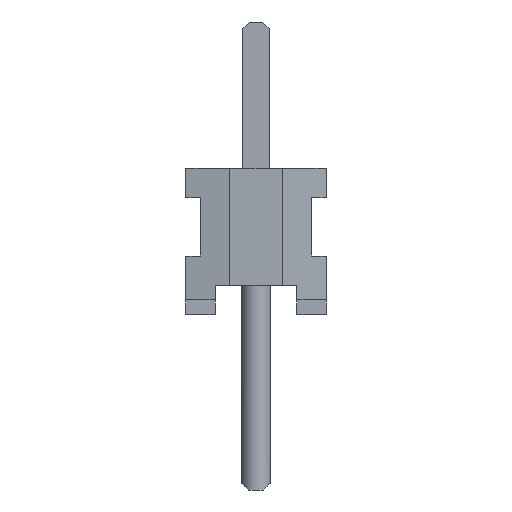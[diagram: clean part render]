
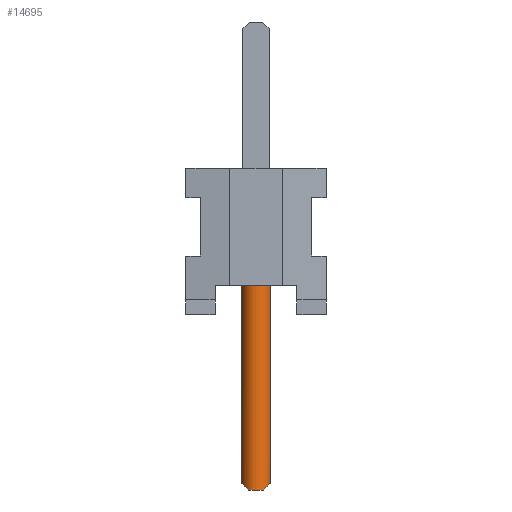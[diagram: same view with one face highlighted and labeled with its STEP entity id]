
A CAD part, left-side view. The second image highlights one B-rep face of the part: STEP entity #14695.
In plain terms, the highlighted cylindrical face has radius 0.254 mm (diameter 0.508 mm), a full revolution.
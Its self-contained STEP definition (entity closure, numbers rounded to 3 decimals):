
#13749 = EDGE_CURVE('',#13750,#13752,#13754,.T.);
#13750 = VERTEX_POINT('',#13751);
#13751 = CARTESIAN_POINT('',(-6.604,0.,1.27));
#13752 = VERTEX_POINT('',#13753);
#13753 = CARTESIAN_POINT('',(-6.13,0.127,1.27));
#13754 = CIRCLE('',#13755,0.254);
#13755 = AXIS2_PLACEMENT_3D('',#13756,#13757,#13758);
#13756 = CARTESIAN_POINT('',(-6.35,0.,1.27));
#13757 = DIRECTION('',(0.,0.,1.));
#13758 = DIRECTION('',(1.,0.,0.));
#13760 = EDGE_CURVE('',#13752,#13750,#13761,.T.);
#13761 = CIRCLE('',#13762,0.254);
#13762 = AXIS2_PLACEMENT_3D('',#13763,#13764,#13765);
#13763 = CARTESIAN_POINT('',(-6.35,0.,1.27));
#13764 = DIRECTION('',(0.,0.,1.));
#13765 = DIRECTION('',(1.,0.,0.));
#14695 = ADVANCED_FACE('',(#14696),#14742,.T.);
#14696 = FACE_BOUND('',#14697,.T.);
#14697 = EDGE_LOOP('',(#14698,#14699,#14706,#14715,#14724,#14733,#14740,
    #14741));
#14698 = ORIENTED_EDGE('',*,*,#13760,.F.);
#14699 = ORIENTED_EDGE('',*,*,#14700,.T.);
#14700 = EDGE_CURVE('',#13752,#14701,#14703,.T.);
#14701 = VERTEX_POINT('',#14702);
#14702 = CARTESIAN_POINT('',(-6.13,0.127,-3.048));
#14703 = B_SPLINE_CURVE_WITH_KNOTS('',1,(#14704,#14705),.UNSPECIFIED.,
  .F.,.F.,(2,2),(0.,4.318),.PIECEWISE_BEZIER_KNOTS.);
#14704 = CARTESIAN_POINT('',(-6.13,0.127,1.27));
#14705 = CARTESIAN_POINT('',(-6.13,0.127,-3.048));
#14706 = ORIENTED_EDGE('',*,*,#14707,.T.);
#14707 = EDGE_CURVE('',#14701,#14708,#14710,.T.);
#14708 = VERTEX_POINT('',#14709);
#14709 = CARTESIAN_POINT('',(-6.57,0.127,-3.048));
#14710 = ELLIPSE('',#14711,0.359,0.254);
#14711 = AXIS2_PLACEMENT_3D('',#14712,#14713,#14714);
#14712 = CARTESIAN_POINT('',(-6.35,0.,-3.175));
#14713 = DIRECTION('',(0.,-0.707,0.707));
#14714 = DIRECTION('',(0.,-0.707,-0.707));
#14715 = ORIENTED_EDGE('',*,*,#14716,.T.);
#14716 = EDGE_CURVE('',#14708,#14717,#14719,.T.);
#14717 = VERTEX_POINT('',#14718);
#14718 = CARTESIAN_POINT('',(-6.57,-0.127,-3.048));
#14719 = CIRCLE('',#14720,0.254);
#14720 = AXIS2_PLACEMENT_3D('',#14721,#14722,#14723);
#14721 = CARTESIAN_POINT('',(-6.35,0.,-3.048));
#14722 = DIRECTION('',(0.,0.,1.));
#14723 = DIRECTION('',(0.,-1.,0.));
#14724 = ORIENTED_EDGE('',*,*,#14725,.T.);
#14725 = EDGE_CURVE('',#14717,#14726,#14728,.T.);
#14726 = VERTEX_POINT('',#14727);
#14727 = CARTESIAN_POINT('',(-6.13,-0.127,-3.048));
#14728 = ELLIPSE('',#14729,0.359,0.254);
#14729 = AXIS2_PLACEMENT_3D('',#14730,#14731,#14732);
#14730 = CARTESIAN_POINT('',(-6.35,0.,-3.175));
#14731 = DIRECTION('',(0.,0.707,0.707));
#14732 = DIRECTION('',(0.,0.707,-0.707));
#14733 = ORIENTED_EDGE('',*,*,#14734,.T.);
#14734 = EDGE_CURVE('',#14726,#14701,#14735,.T.);
#14735 = CIRCLE('',#14736,0.254);
#14736 = AXIS2_PLACEMENT_3D('',#14737,#14738,#14739);
#14737 = CARTESIAN_POINT('',(-6.35,0.,-3.048));
#14738 = DIRECTION('',(0.,0.,1.));
#14739 = DIRECTION('',(0.,-1.,0.));
#14740 = ORIENTED_EDGE('',*,*,#14700,.F.);
#14741 = ORIENTED_EDGE('',*,*,#13749,.F.);
#14742 = CYLINDRICAL_SURFACE('',#14743,0.254);
#14743 = AXIS2_PLACEMENT_3D('',#14744,#14745,#14746);
#14744 = CARTESIAN_POINT('',(-6.35,0.,1.27));
#14745 = DIRECTION('',(0.,0.,-1.));
#14746 = DIRECTION('',(0.,1.,0.));
